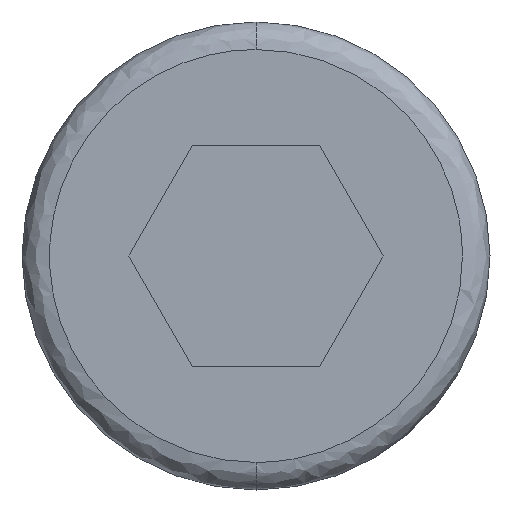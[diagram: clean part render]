
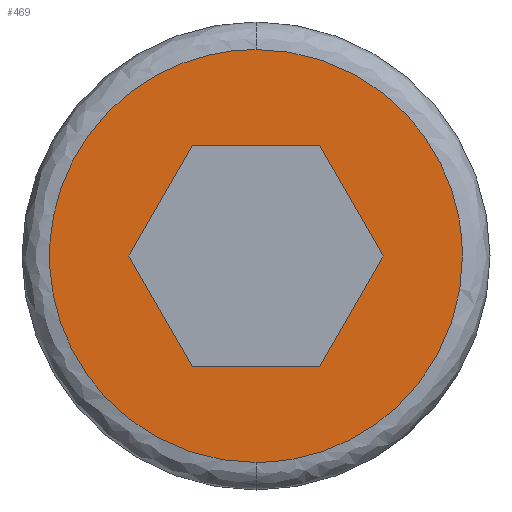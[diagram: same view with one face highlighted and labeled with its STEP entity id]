
A CAD part, front view. The second image highlights one B-rep face of the part: STEP entity #469.
In plain terms, the highlighted planar face has unit normal (0, -1, 0).
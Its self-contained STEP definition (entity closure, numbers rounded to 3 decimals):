
#5 = CARTESIAN_POINT ( 'NONE',  ( -2.309, -5., 0. ) ) ;
#14 = CARTESIAN_POINT ( 'NONE',  ( -2.309, -5., 0. ) ) ;
#18 = CARTESIAN_POINT ( 'NONE',  ( 3.75, -5., 0. ) ) ;
#21 = DIRECTION ( 'NONE',  ( 0.5, 0., 0.866 ) ) ;
#28 = VECTOR ( 'NONE', #261, 1000. ) ;
#30 = VERTEX_POINT ( 'NONE', #589 ) ;
#44 = VECTOR ( 'NONE', #317, 1000. ) ;
#54 = CARTESIAN_POINT ( 'NONE',  ( 0., -5., 3.75 ) ) ;
#78 = CARTESIAN_POINT ( 'NONE',  ( 1.155, -5., -2. ) ) ;
#86 = ORIENTED_EDGE ( 'NONE', *, *, #320, .F. ) ;
#88 = CARTESIAN_POINT ( 'NONE',  ( 0., -5., -2. ) ) ;
#101 = CARTESIAN_POINT ( 'NONE',  ( 3.75, -5., 0. ) ) ;
#110 = FACE_BOUND ( 'NONE', #542, .T. ) ;
#125 =( BOUNDED_CURVE ( )  B_SPLINE_CURVE ( 3, ( #18, #308, #241, #673 ),
 .UNSPECIFIED., .F., .T. ) 
 B_SPLINE_CURVE_WITH_KNOTS ( ( 4, 4 ),
 ( 0., 0.333 ),
 .UNSPECIFIED. ) 
 CURVE ( )  GEOMETRIC_REPRESENTATION_ITEM ( )  RATIONAL_B_SPLINE_CURVE ( ( 1., 0.805, 0.805, 1. ) ) 
 REPRESENTATION_ITEM ( '' )  );
#133 = CARTESIAN_POINT ( 'NONE',  ( 2.197, -5., 3.75 ) ) ;
#137 = EDGE_CURVE ( 'NONE', #767, #388, #687, .T. ) ;
#144 = CARTESIAN_POINT ( 'NONE',  ( 0., -5., 0. ) ) ;
#145 = CARTESIAN_POINT ( 'NONE',  ( 0., -5., -3.75 ) ) ;
#153 = VERTEX_POINT ( 'NONE', #101 ) ;
#164 = VERTEX_POINT ( 'NONE', #5 ) ;
#178 = EDGE_CURVE ( 'NONE', #235, #30, #653, .T. ) ;
#197 = CARTESIAN_POINT ( 'NONE',  ( 3.75, -5., 2.197 ) ) ;
#200 = CARTESIAN_POINT ( 'NONE',  ( 2.309, -5., 0. ) ) ;
#202 = VECTOR ( 'NONE', #21, 1000. ) ;
#211 = DIRECTION ( 'NONE',  ( 0., 0., -1. ) ) ;
#214 = CARTESIAN_POINT ( 'NONE',  ( 0., -5., -3.75 ) ) ;
#231 = ORIENTED_EDGE ( 'NONE', *, *, #178, .T. ) ;
#235 = VERTEX_POINT ( 'NONE', #251 ) ;
#241 = CARTESIAN_POINT ( 'NONE',  ( 2.197, -5., -3.75 ) ) ;
#247 = CARTESIAN_POINT ( 'NONE',  ( 3.75, -5., 0. ) ) ;
#251 = CARTESIAN_POINT ( 'NONE',  ( -1.155, -5., 2. ) ) ;
#261 = DIRECTION ( 'NONE',  ( -1., 0., 0. ) ) ;
#263 = DIRECTION ( 'NONE',  ( 0.5, 0., -0.866 ) ) ;
#271 = VERTEX_POINT ( 'NONE', #78 ) ;
#281 = VERTEX_POINT ( 'NONE', #303 ) ;
#303 = CARTESIAN_POINT ( 'NONE',  ( 2.309, -5., 0. ) ) ;
#304 = VECTOR ( 'NONE', #373, 1000. ) ;
#308 = CARTESIAN_POINT ( 'NONE',  ( 3.75, -5., -2.197 ) ) ;
#317 = DIRECTION ( 'NONE',  ( -0.5, 0., -0.866 ) ) ;
#320 = EDGE_CURVE ( 'NONE', #153, #767, #125, .T. ) ;
#327 = ORIENTED_EDGE ( 'NONE', *, *, #442, .T. ) ;
#373 = DIRECTION ( 'NONE',  ( -0.5, 0., 0.866 ) ) ;
#382 = CARTESIAN_POINT ( 'NONE',  ( -1.155, -5., -2. ) ) ;
#384 = CARTESIAN_POINT ( 'NONE',  ( -1.155, -5., -2. ) ) ;
#388 = VERTEX_POINT ( 'NONE', #582 ) ;
#392 = LINE ( 'NONE', #14, #202 ) ;
#399 = EDGE_CURVE ( 'NONE', #281, #271, #471, .T. ) ;
#406 = LINE ( 'NONE', #747, #541 ) ;
#409 = CARTESIAN_POINT ( 'NONE',  ( -2.197, -5., 3.75 ) ) ;
#423 = AXIS2_PLACEMENT_3D ( 'NONE', #144, #453, #211 ) ;
#442 = EDGE_CURVE ( 'NONE', #271, #776, #593, .T. ) ;
#453 = DIRECTION ( 'NONE',  ( 0., -1., 0. ) ) ;
#456 = CARTESIAN_POINT ( 'NONE',  ( -3.75, -5., 0. ) ) ;
#469 = ADVANCED_FACE ( 'NONE', ( #110, #510 ), #684, .T. ) ;
#471 = LINE ( 'NONE', #200, #44 ) ;
#485 = ORIENTED_EDGE ( 'NONE', *, *, #486, .T. ) ;
#486 = EDGE_CURVE ( 'NONE', #30, #281, #406, .T. ) ;
#495 = EDGE_CURVE ( 'NONE', #776, #164, #643, .T. ) ;
#510 = FACE_OUTER_BOUND ( 'NONE', #682, .T. ) ;
#520 = CARTESIAN_POINT ( 'NONE',  ( -3.75, -5., 2.197 ) ) ;
#523 = CARTESIAN_POINT ( 'NONE',  ( -3.75, -5., -2.197 ) ) ;
#541 = VECTOR ( 'NONE', #263, 1000. ) ;
#542 = EDGE_LOOP ( 'NONE', ( #485, #698, #327, #664, #583, #231 ) ) ;
#556 = CARTESIAN_POINT ( 'NONE',  ( 0., -5., 3.75 ) ) ;
#582 = CARTESIAN_POINT ( 'NONE',  ( 0., -5., 3.75 ) ) ;
#583 = ORIENTED_EDGE ( 'NONE', *, *, #662, .T. ) ;
#589 = CARTESIAN_POINT ( 'NONE',  ( 1.155, -5., 2. ) ) ;
#593 = LINE ( 'NONE', #88, #28 ) ;
#600 = ORIENTED_EDGE ( 'NONE', *, *, #137, .F. ) ;
#608 = CARTESIAN_POINT ( 'NONE',  ( 0., -5., 2. ) ) ;
#643 = LINE ( 'NONE', #382, #304 ) ;
#649 = CARTESIAN_POINT ( 'NONE',  ( -2.197, -5., -3.75 ) ) ;
#652 = ORIENTED_EDGE ( 'NONE', *, *, #746, .F. ) ;
#653 = LINE ( 'NONE', #608, #690 ) ;
#659 = DIRECTION ( 'NONE',  ( 1., 0., 0. ) ) ;
#662 = EDGE_CURVE ( 'NONE', #164, #235, #392, .T. ) ;
#664 = ORIENTED_EDGE ( 'NONE', *, *, #495, .T. ) ;
#673 = CARTESIAN_POINT ( 'NONE',  ( 0., -5., -3.75 ) ) ;
#682 = EDGE_LOOP ( 'NONE', ( #652, #600, #86 ) ) ;
#684 = PLANE ( 'NONE',  #423 ) ;
#687 =( BOUNDED_CURVE ( )  B_SPLINE_CURVE ( 3, ( #214, #649, #523, #456, #520, #409, #54 ),
 .UNSPECIFIED., .F., .T. ) 
 B_SPLINE_CURVE_WITH_KNOTS ( ( 4, 3, 4 ),
 ( 0.333, 0.667, 1. ),
 .UNSPECIFIED. ) 
 CURVE ( )  GEOMETRIC_REPRESENTATION_ITEM ( )  RATIONAL_B_SPLINE_CURVE ( ( 1., 0.805, 0.805, 1., 0.805, 0.805, 1. ) ) 
 REPRESENTATION_ITEM ( '' )  );
#690 = VECTOR ( 'NONE', #659, 1000. ) ;
#698 = ORIENTED_EDGE ( 'NONE', *, *, #399, .T. ) ;
#746 = EDGE_CURVE ( 'NONE', #388, #153, #763, .T. ) ;
#747 = CARTESIAN_POINT ( 'NONE',  ( 1.155, -5., 2. ) ) ;
#763 =( BOUNDED_CURVE ( )  B_SPLINE_CURVE ( 3, ( #556, #133, #197, #247 ),
 .UNSPECIFIED., .F., .T. ) 
 B_SPLINE_CURVE_WITH_KNOTS ( ( 4, 4 ),
 ( 0., 1. ),
 .UNSPECIFIED. ) 
 CURVE ( )  GEOMETRIC_REPRESENTATION_ITEM ( )  RATIONAL_B_SPLINE_CURVE ( ( 1., 0.805, 0.805, 1. ) ) 
 REPRESENTATION_ITEM ( '' )  );
#767 = VERTEX_POINT ( 'NONE', #145 ) ;
#776 = VERTEX_POINT ( 'NONE', #384 ) ;
